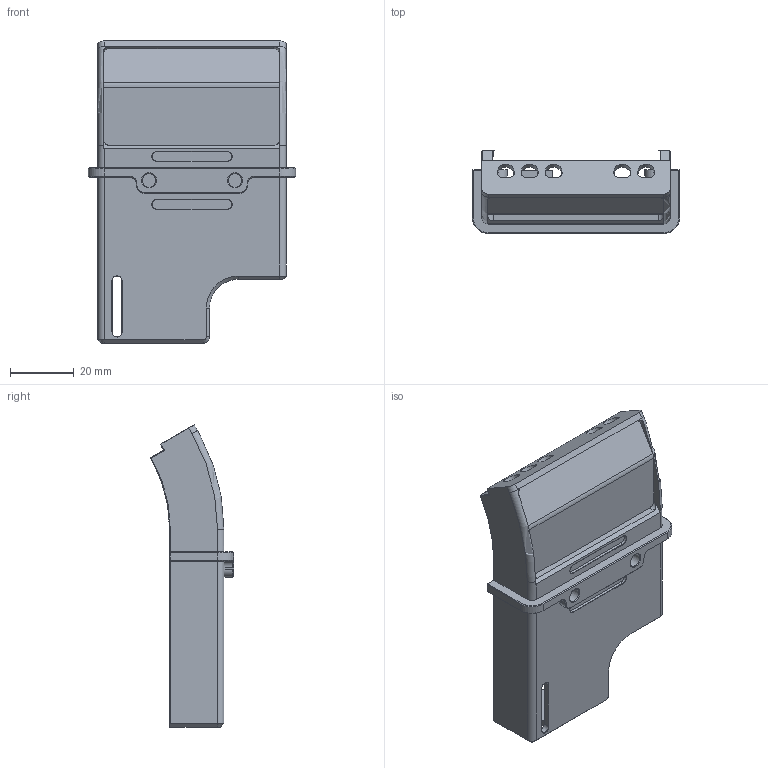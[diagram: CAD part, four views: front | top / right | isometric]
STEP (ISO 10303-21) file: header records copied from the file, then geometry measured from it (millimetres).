
FILE_DESCRIPTION(/* description */ (''),/* implementation_level */ '2;1');
FILE_NAME(/* name */ 'polygraph2.step',/* time_stamp */ '2025-10-22T00:19:05+09:00',/* author */ (''),/* organization */ (''),/* preprocessor_version */ 'ST-DEVELOPER v20.1',/* originating_system */ 'Autodesk Translation Framework v14.17.0.0',/* authorisation */ '');
FILE_SCHEMA (('AUTOMOTIVE_DESIGN { 1 0 10303 214 3 1 1 }'));
Length unit declared in the file: millimetre
Products named in the file (1): ECG-production
Bounding box: 65 x 26.03 x 94.73 mm (x, y, z)
Volume: 20285.5 mm3; surface area: 18931.1 mm2
Topology: 1 solids, 1 shells, 185 faces, 485 edges, 306 vertices
Faces by surface type: plane 102, cylinder 57, cone 24, torus 2
Full cylindrical faces by diameter (mm): 2.529 x2, 4.234 x2
Entity records: 5724 total; most frequent: CARTESIAN_POINT 1039, DIRECTION 986, ORIENTED_EDGE 966, EDGE_CURVE 483, LINE 330, VECTOR 330, AXIS2_PLACEMENT_3D 328, VERTEX_POINT 306
